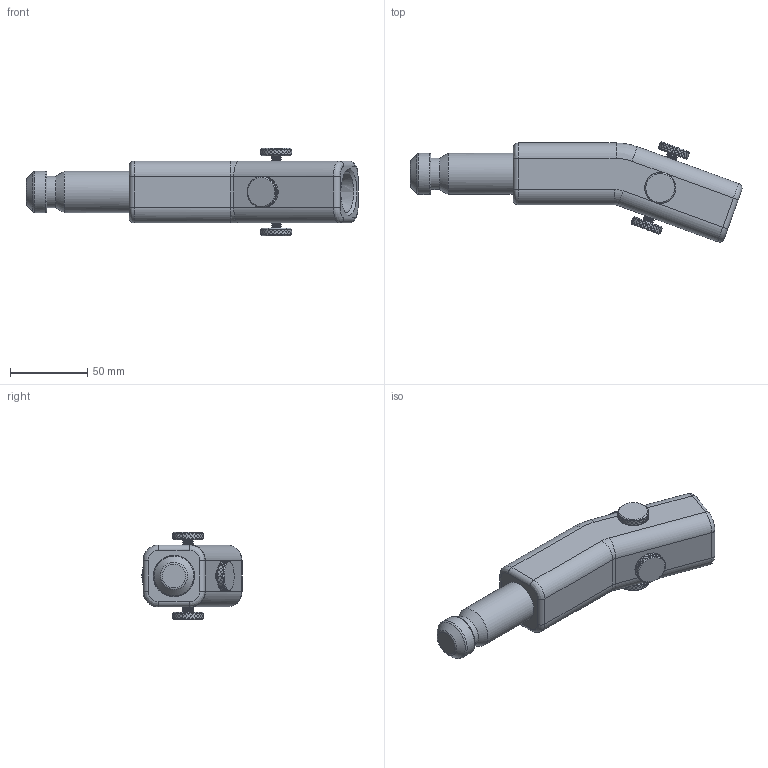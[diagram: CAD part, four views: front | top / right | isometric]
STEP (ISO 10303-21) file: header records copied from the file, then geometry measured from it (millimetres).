
FILE_DESCRIPTION(('FreeCAD Model'),'2;1');
FILE_NAME('Open CASCADE Shape Model','2025-05-05T04:06:45',('FreeCAD'),( 'FreeCAD'),'Open CASCADE STEP processor 7.6','FreeCAD','Unknown');
FILE_SCHEMA(('AUTOMOTIVE_DESIGN { 1 0 10303 214 1 1 1 1 }'));
Products named in the file (1): Open CASCADE STEP translator 7.6 1
Bounding box: 215.55 x 64.99 x 56.86 mm (x, y, z)
Volume: 223435.7 mm3; surface area: 41588.9 mm2
Topology: 5 solids, 5 shells, 3095 faces, 7265 edges, 4186 vertices
Faces by surface type: bspline 3095
Entity records: 90927 total; most frequent: CARTESIAN_POINT 51333, ORIENTED_EDGE 14530, EDGE_CURVE 7265, VERTEX_POINT 4186, FACE_BOUND 3109, EDGE_LOOP 3109, ADVANCED_FACE 3095, B_SPLINE_CURVE_WITH_KNOTS 2332
